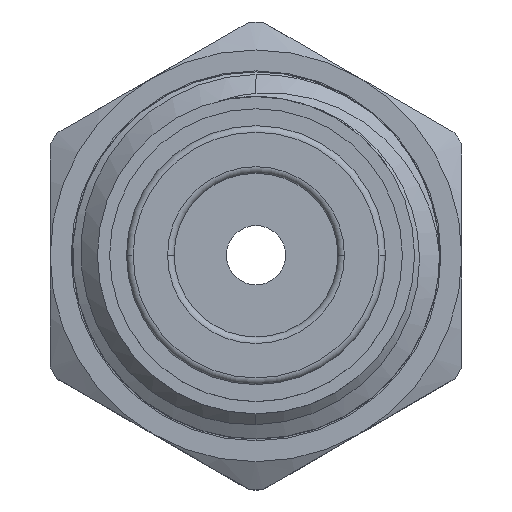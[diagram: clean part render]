
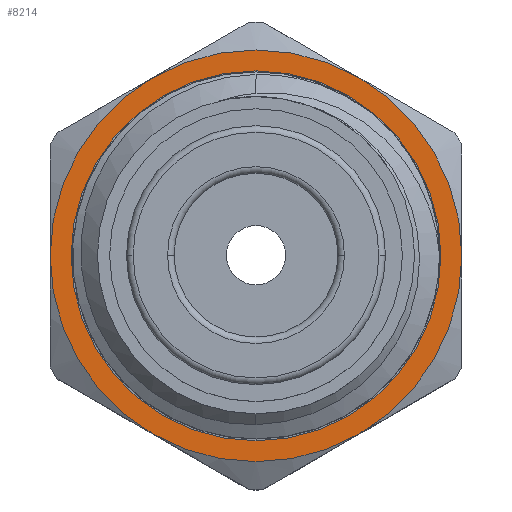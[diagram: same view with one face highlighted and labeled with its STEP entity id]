
A CAD part, top view. The second image highlights one B-rep face of the part: STEP entity #8214.
In plain terms, the highlighted planar face has unit normal (0, 0, 1).
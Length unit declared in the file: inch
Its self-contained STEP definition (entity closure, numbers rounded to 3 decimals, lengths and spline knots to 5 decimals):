
#927 = CARTESIAN_POINT ( 'NONE',  ( 0., 0.28075, 0.93 ) ) ;
#987 = CARTESIAN_POINT ( 'NONE',  ( 0., 0., 0.93 ) ) ;
#992 = ORIENTED_EDGE ( 'NONE', *, *, #1498, .F. ) ;
#1498 = EDGE_CURVE ( 'NONE', #7811, #7900, #11563, .T. ) ;
#1519 = VERTEX_POINT ( 'NONE', #1599 ) ;
#1599 = CARTESIAN_POINT ( 'NONE',  ( -0.15625, 0.27063, 0.93 ) ) ;
#1681 = ORIENTED_EDGE ( 'NONE', *, *, #4287, .F. ) ;
#1801 = FACE_BOUND ( 'NONE', #13529, .T. ) ;
#2016 = DIRECTION ( 'NONE',  ( -1., 0., 0. ) ) ;
#2255 = CIRCLE ( 'NONE', #7638, 0.3125 ) ;
#2337 = EDGE_CURVE ( 'NONE', #13101, #13668, #7370, .T. ) ;
#2350 = DIRECTION ( 'NONE',  ( 0., 0., -1. ) ) ;
#2446 = VERTEX_POINT ( 'NONE', #13712 ) ;
#2613 = DIRECTION ( 'NONE',  ( 0., -1., 0. ) ) ;
#3413 = DIRECTION ( 'NONE',  ( 0., 0., -1. ) ) ;
#3439 = VERTEX_POINT ( 'NONE', #5677 ) ;
#3552 = EDGE_CURVE ( 'NONE', #2446, #3439, #12487, .T. ) ;
#3779 = AXIS2_PLACEMENT_3D ( 'NONE', #6081, #8306, #2613 ) ;
#3906 = FACE_OUTER_BOUND ( 'NONE', #5893, .T. ) ;
#4073 = AXIS2_PLACEMENT_3D ( 'NONE', #14258, #7481, #4313 ) ;
#4287 = EDGE_CURVE ( 'NONE', #7900, #2446, #8986, .T. ) ;
#4313 = DIRECTION ( 'NONE',  ( 0., -1., 0. ) ) ;
#4362 = DIRECTION ( 'NONE',  ( 0., 0., -1. ) ) ;
#5195 = AXIS2_PLACEMENT_3D ( 'NONE', #8960, #3413, #11306 ) ;
#5525 = ORIENTED_EDGE ( 'NONE', *, *, #8403, .F. ) ;
#5530 = DIRECTION ( 'NONE',  ( 0., 0., -1. ) ) ;
#5677 = CARTESIAN_POINT ( 'NONE',  ( -0.15625, -0.27063, 0.93 ) ) ;
#5775 = ORIENTED_EDGE ( 'NONE', *, *, #3552, .F. ) ;
#5794 = AXIS2_PLACEMENT_3D ( 'NONE', #8857, #4362, #13381 ) ;
#5863 = EDGE_CURVE ( 'NONE', #1519, #7811, #6794, .T. ) ;
#5893 = EDGE_LOOP ( 'NONE', ( #5525, #5775, #1681, #992, #7640, #8804 ) ) ;
#6081 = CARTESIAN_POINT ( 'NONE',  ( 0., 0., 0.93 ) ) ;
#6110 = CARTESIAN_POINT ( 'NONE',  ( 0., -0.28075, 0.93 ) ) ;
#6445 = CARTESIAN_POINT ( 'NONE',  ( -0.3125, 0., 0.93 ) ) ;
#6496 = EDGE_CURVE ( 'NONE', #7840, #1519, #2255, .T. ) ;
#6794 = CIRCLE ( 'NONE', #14000, 0.3125 ) ;
#6909 = ORIENTED_EDGE ( 'NONE', *, *, #2337, .T. ) ;
#7007 = PLANE ( 'NONE',  #9126 ) ;
#7135 = DIRECTION ( 'NONE',  ( 0., -1., 0. ) ) ;
#7370 = CIRCLE ( 'NONE', #11438, 0.28075 ) ;
#7481 = DIRECTION ( 'NONE',  ( 0., 0., -1. ) ) ;
#7604 = EDGE_CURVE ( 'NONE', #13668, #13101, #9393, .T. ) ;
#7638 = AXIS2_PLACEMENT_3D ( 'NONE', #987, #5530, #2016 ) ;
#7640 = ORIENTED_EDGE ( 'NONE', *, *, #5863, .F. ) ;
#7811 = VERTEX_POINT ( 'NONE', #7920 ) ;
#7840 = VERTEX_POINT ( 'NONE', #6445 ) ;
#7900 = VERTEX_POINT ( 'NONE', #12036 ) ;
#7920 = CARTESIAN_POINT ( 'NONE',  ( 0.15625, 0.27063, 0.93 ) ) ;
#8214 = ADVANCED_FACE ( 'NONE', ( #3906, #1801 ), #7007, .T. ) ;
#8306 = DIRECTION ( 'NONE',  ( 0., 0., -1. ) ) ;
#8403 = EDGE_CURVE ( 'NONE', #3439, #7840, #11490, .T. ) ;
#8804 = ORIENTED_EDGE ( 'NONE', *, *, #6496, .F. ) ;
#8857 = CARTESIAN_POINT ( 'NONE',  ( 0., 0., 0.93 ) ) ;
#8960 = CARTESIAN_POINT ( 'NONE',  ( 0., 0., 0.93 ) ) ;
#8986 = CIRCLE ( 'NONE', #13033, 0.3125 ) ;
#9098 = CARTESIAN_POINT ( 'NONE',  ( 0., 0., 0.93 ) ) ;
#9126 = AXIS2_PLACEMENT_3D ( 'NONE', #9329, #12701, #10452 ) ;
#9329 = CARTESIAN_POINT ( 'NONE',  ( 0., 0.28075, 0.93 ) ) ;
#9393 = CIRCLE ( 'NONE', #5794, 0.28075 ) ;
#10064 = CARTESIAN_POINT ( 'NONE',  ( 0., 0., 0.93 ) ) ;
#10216 = DIRECTION ( 'NONE',  ( 0., 1., 0. ) ) ;
#10452 = DIRECTION ( 'NONE',  ( 0., -1., 0. ) ) ;
#11237 = DIRECTION ( 'NONE',  ( 0., 0., -1. ) ) ;
#11306 = DIRECTION ( 'NONE',  ( 0., -1., 0. ) ) ;
#11438 = AXIS2_PLACEMENT_3D ( 'NONE', #9098, #2350, #10216 ) ;
#11490 = CIRCLE ( 'NONE', #4073, 0.3125 ) ;
#11563 = CIRCLE ( 'NONE', #3779, 0.3125 ) ;
#11759 = CARTESIAN_POINT ( 'NONE',  ( 0., 0., 0.93 ) ) ;
#12036 = CARTESIAN_POINT ( 'NONE',  ( 0.3125, 0., 0.93 ) ) ;
#12160 = DIRECTION ( 'NONE',  ( 0., -1., 0. ) ) ;
#12487 = CIRCLE ( 'NONE', #5195, 0.3125 ) ;
#12632 = ORIENTED_EDGE ( 'NONE', *, *, #7604, .T. ) ;
#12701 = DIRECTION ( 'NONE',  ( 0., 0., 1. ) ) ;
#12831 = DIRECTION ( 'NONE',  ( 0., 0., -1. ) ) ;
#13033 = AXIS2_PLACEMENT_3D ( 'NONE', #10064, #11237, #12160 ) ;
#13101 = VERTEX_POINT ( 'NONE', #6110 ) ;
#13381 = DIRECTION ( 'NONE',  ( 0., 1., 0. ) ) ;
#13529 = EDGE_LOOP ( 'NONE', ( #12632, #6909 ) ) ;
#13668 = VERTEX_POINT ( 'NONE', #927 ) ;
#13712 = CARTESIAN_POINT ( 'NONE',  ( 0.15625, -0.27063, 0.93 ) ) ;
#14000 = AXIS2_PLACEMENT_3D ( 'NONE', #11759, #12831, #7135 ) ;
#14258 = CARTESIAN_POINT ( 'NONE',  ( 0., 0., 0.93 ) ) ;
